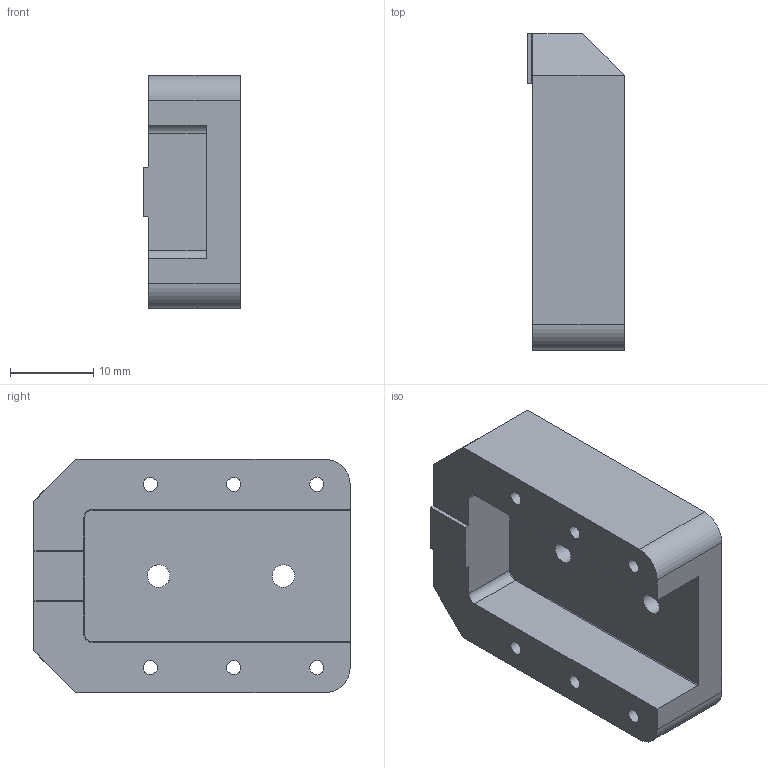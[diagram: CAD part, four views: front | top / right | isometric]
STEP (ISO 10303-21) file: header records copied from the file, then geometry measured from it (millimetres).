
FILE_DESCRIPTION(/* description */ (''),/* implementation_level */ '2;1');
FILE_NAME(/* name */ '1111.000.001.004 - Кронштейн.stp',/* time_stamp */ '2024-11-01T18:57:09+03:00',/* author */ (''),/* organization */ (''),/* preprocessor_version */ 'ST-DEVELOPER v16.7',/* originating_system */ 'SIEMENS PLM Software NX 12.0',/* authorisation */ '');
FILE_SCHEMA (('AUTOMOTIVE_DESIGN { 1 0 10303 214 3 1 1 1 }'));
Length unit declared in the file: millimetre
Products named in the file (1): 1111.000.001.004 - Кронштейн
Bounding box: 11.6 x 38 x 28 mm (x, y, z)
Volume: 7364.8 mm3; surface area: 4174.2 mm2
Topology: 1 solids, 1 shells, 36 faces, 96 edges, 62 vertices
Faces by surface type: plane 17, cylinder 17, bspline 2
Full cylindrical faces by diameter (mm): 1.7 x6, 2.7 x2
Entity records: 1158 total; most frequent: CARTESIAN_POINT 209, DIRECTION 194, ORIENTED_EDGE 176, EDGE_CURVE 88, AXIS2_PLACEMENT_3D 71, VERTEX_POINT 62, EDGE_LOOP 60, LINE 52
